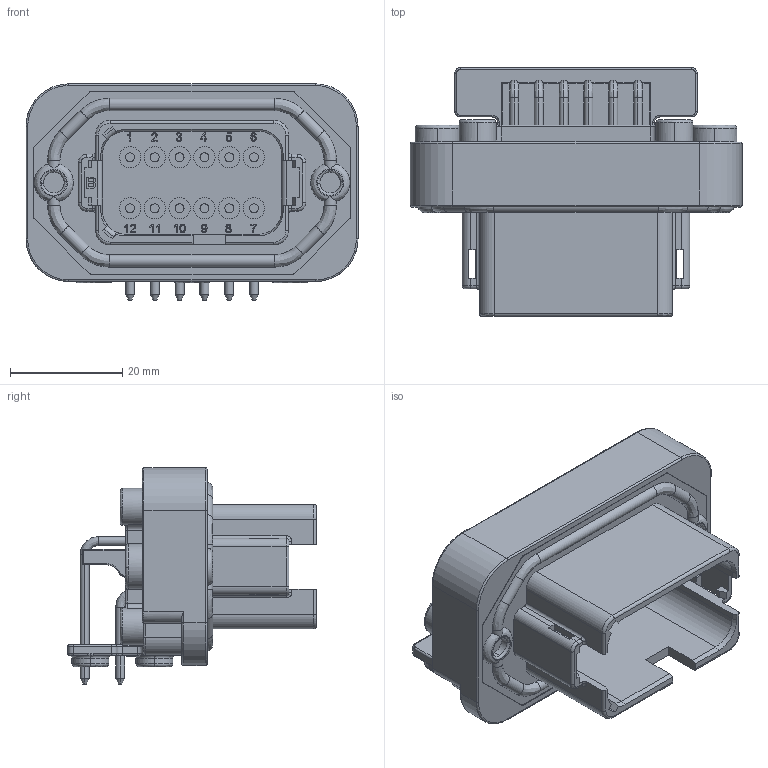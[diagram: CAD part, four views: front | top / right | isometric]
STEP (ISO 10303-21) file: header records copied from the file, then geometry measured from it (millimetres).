
FILE_DESCRIPTION (( 'STEP AP214' ), '1' );
FILE_NAME ('C-AT13-12PB-BM16_3D.STEP', '2018-09-11T14:43:05', ( '' ), ( '' ), 'SwSTEP 2.0', 'SolidWorks 2018', '' );
FILE_SCHEMA (( 'AUTOMOTIVE_DESIGN' ));
Length unit declared in the file: millimetre
Products named in the file (1): C-AT13-12PB-BM16_3D
Bounding box: 59.2 x 44.38 x 38.57 mm (x, y, z)
Volume: 28229.5 mm3; surface area: 14864.1 mm2
Topology: 1 solids, 1 shells, 1329 faces, 3604 edges, 2346 vertices
Faces by surface type: bspline 572, plane 413, cylinder 308, cone 30, torus 6
Entity records: 49285 total; most frequent: CARTESIAN_POINT 19173, ORIENTED_EDGE 7192, DIRECTION 4757, EDGE_CURVE 3596, VERTEX_POINT 2346, LINE 1699, VECTOR 1699, AXIS2_PLACEMENT_3D 1529
